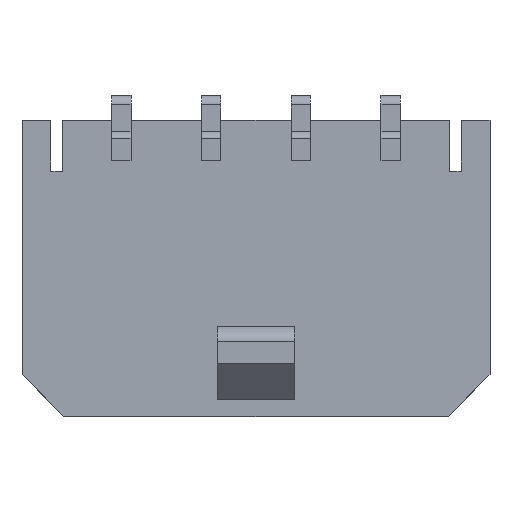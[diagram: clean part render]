
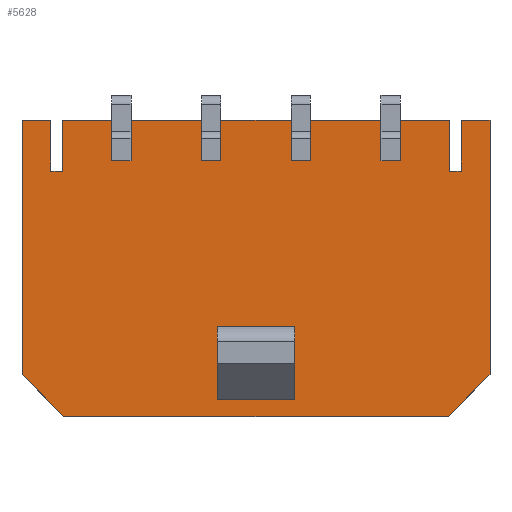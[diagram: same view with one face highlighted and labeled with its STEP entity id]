
A CAD part, top view. The second image highlights one B-rep face of the part: STEP entity #5628.
In plain terms, the highlighted planar face has unit normal (0, 0, 1).
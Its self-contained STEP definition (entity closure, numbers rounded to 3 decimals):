
#107=FACE_OUTER_BOUND('',#409,.T.);
#409=EDGE_LOOP('',(#3735,#3736,#3737,#3738,#3739,#3740,#3741,#3742,#3743,
#3744,#3745,#3746,#3747,#3748,#3749,#3750,#3751,#3752,#3753,#3754,#3755,
#3756,#3757,#3758,#3759,#3760,#3761,#3762,#3763,#3764));
#734=LINE('',#7808,#1507);
#775=LINE('',#7898,#1548);
#791=LINE('',#7928,#1564);
#830=LINE('',#8006,#1603);
#831=LINE('',#8010,#1604);
#832=LINE('',#8012,#1605);
#833=LINE('',#8014,#1606);
#834=LINE('',#8016,#1607);
#835=LINE('',#8018,#1608);
#836=LINE('',#8020,#1609);
#837=LINE('',#8022,#1610);
#838=LINE('',#8024,#1611);
#839=LINE('',#8026,#1612);
#840=LINE('',#8028,#1613);
#841=LINE('',#8030,#1614);
#842=LINE('',#8031,#1615);
#843=LINE('',#8033,#1616);
#844=LINE('',#8035,#1617);
#845=LINE('',#8036,#1618);
#846=LINE('',#8038,#1619);
#847=LINE('',#8040,#1620);
#848=LINE('',#8042,#1621);
#849=LINE('',#8044,#1622);
#850=LINE('',#8046,#1623);
#851=LINE('',#8048,#1624);
#852=LINE('',#8050,#1625);
#853=LINE('',#8052,#1626);
#854=LINE('',#8054,#1627);
#855=LINE('',#8056,#1628);
#856=LINE('',#8057,#1629);
#1507=VECTOR('',#6331,1.35);
#1548=VECTOR('',#6392,1.7);
#1564=VECTOR('',#6410,0.4);
#1603=VECTOR('',#6455,1.7);
#1604=VECTOR('',#6458,1.35);
#1605=VECTOR('',#6459,1.645);
#1606=VECTOR('',#6460,1.7);
#1607=VECTOR('',#6461,0.4);
#1608=VECTOR('',#6462,1.7);
#1609=VECTOR('',#6463,0.96);
#1610=VECTOR('',#6464,8.5);
#1611=VECTOR('',#6465,1.98);
#1612=VECTOR('',#6466,12.85);
#1613=VECTOR('',#6467,1.98);
#1614=VECTOR('',#6468,8.5);
#1615=VECTOR('',#6469,0.96);
#1616=VECTOR('',#6470,1.645);
#1617=VECTOR('',#6471,1.35);
#1618=VECTOR('',#6472,0.64);
#1619=VECTOR('',#6473,2.36);
#1620=VECTOR('',#6474,1.35);
#1621=VECTOR('',#6475,0.64);
#1622=VECTOR('',#6476,1.35);
#1623=VECTOR('',#6477,2.36);
#1624=VECTOR('',#6478,1.35);
#1625=VECTOR('',#6479,0.64);
#1626=VECTOR('',#6480,1.35);
#1627=VECTOR('',#6481,2.36);
#1628=VECTOR('',#6482,1.35);
#1629=VECTOR('',#6483,0.64);
#2271=VERTEX_POINT('',#7798);
#2275=VERTEX_POINT('',#7806);
#2312=VERTEX_POINT('',#7894);
#2314=VERTEX_POINT('',#7897);
#2327=VERTEX_POINT('',#7926);
#2363=VERTEX_POINT('',#8004);
#2364=VERTEX_POINT('',#8008);
#2365=VERTEX_POINT('',#8009);
#2366=VERTEX_POINT('',#8011);
#2367=VERTEX_POINT('',#8013);
#2368=VERTEX_POINT('',#8015);
#2369=VERTEX_POINT('',#8017);
#2370=VERTEX_POINT('',#8019);
#2371=VERTEX_POINT('',#8021);
#2372=VERTEX_POINT('',#8023);
#2373=VERTEX_POINT('',#8025);
#2374=VERTEX_POINT('',#8027);
#2375=VERTEX_POINT('',#8029);
#2376=VERTEX_POINT('',#8032);
#2377=VERTEX_POINT('',#8034);
#2378=VERTEX_POINT('',#8037);
#2379=VERTEX_POINT('',#8039);
#2380=VERTEX_POINT('',#8041);
#2381=VERTEX_POINT('',#8043);
#2382=VERTEX_POINT('',#8045);
#2383=VERTEX_POINT('',#8047);
#2384=VERTEX_POINT('',#8049);
#2385=VERTEX_POINT('',#8051);
#2386=VERTEX_POINT('',#8053);
#2387=VERTEX_POINT('',#8055);
#2802=EDGE_CURVE('',#2275,#2271,#734,.T.);
#2844=EDGE_CURVE('',#2314,#2312,#775,.T.);
#2860=EDGE_CURVE('',#2327,#2312,#791,.T.);
#2899=EDGE_CURVE('',#2363,#2327,#830,.T.);
#2900=EDGE_CURVE('',#2364,#2365,#831,.T.);
#2901=EDGE_CURVE('',#2366,#2364,#832,.T.);
#2902=EDGE_CURVE('',#2366,#2367,#833,.T.);
#2903=EDGE_CURVE('',#2368,#2367,#834,.T.);
#2904=EDGE_CURVE('',#2369,#2368,#835,.T.);
#2905=EDGE_CURVE('',#2370,#2369,#836,.T.);
#2906=EDGE_CURVE('',#2370,#2371,#837,.T.);
#2907=EDGE_CURVE('',#2371,#2372,#838,.T.);
#2908=EDGE_CURVE('',#2372,#2373,#839,.T.);
#2909=EDGE_CURVE('',#2373,#2374,#840,.T.);
#2910=EDGE_CURVE('',#2375,#2374,#841,.T.);
#2911=EDGE_CURVE('',#2314,#2375,#842,.T.);
#2912=EDGE_CURVE('',#2376,#2363,#843,.T.);
#2913=EDGE_CURVE('',#2376,#2377,#844,.T.);
#2914=EDGE_CURVE('',#2271,#2377,#845,.T.);
#2915=EDGE_CURVE('',#2378,#2275,#846,.T.);
#2916=EDGE_CURVE('',#2378,#2379,#847,.T.);
#2917=EDGE_CURVE('',#2380,#2379,#848,.T.);
#2918=EDGE_CURVE('',#2381,#2380,#849,.T.);
#2919=EDGE_CURVE('',#2382,#2381,#850,.T.);
#2920=EDGE_CURVE('',#2382,#2383,#851,.T.);
#2921=EDGE_CURVE('',#2384,#2383,#852,.T.);
#2922=EDGE_CURVE('',#2385,#2384,#853,.T.);
#2923=EDGE_CURVE('',#2386,#2385,#854,.T.);
#2924=EDGE_CURVE('',#2386,#2387,#855,.T.);
#2925=EDGE_CURVE('',#2365,#2387,#856,.T.);
#3735=ORIENTED_EDGE('',*,*,#2900,.F.);
#3736=ORIENTED_EDGE('',*,*,#2901,.F.);
#3737=ORIENTED_EDGE('',*,*,#2902,.T.);
#3738=ORIENTED_EDGE('',*,*,#2903,.F.);
#3739=ORIENTED_EDGE('',*,*,#2904,.F.);
#3740=ORIENTED_EDGE('',*,*,#2905,.F.);
#3741=ORIENTED_EDGE('',*,*,#2906,.T.);
#3742=ORIENTED_EDGE('',*,*,#2907,.T.);
#3743=ORIENTED_EDGE('',*,*,#2908,.T.);
#3744=ORIENTED_EDGE('',*,*,#2909,.T.);
#3745=ORIENTED_EDGE('',*,*,#2910,.F.);
#3746=ORIENTED_EDGE('',*,*,#2911,.F.);
#3747=ORIENTED_EDGE('',*,*,#2844,.T.);
#3748=ORIENTED_EDGE('',*,*,#2860,.F.);
#3749=ORIENTED_EDGE('',*,*,#2899,.F.);
#3750=ORIENTED_EDGE('',*,*,#2912,.F.);
#3751=ORIENTED_EDGE('',*,*,#2913,.T.);
#3752=ORIENTED_EDGE('',*,*,#2914,.F.);
#3753=ORIENTED_EDGE('',*,*,#2802,.F.);
#3754=ORIENTED_EDGE('',*,*,#2915,.F.);
#3755=ORIENTED_EDGE('',*,*,#2916,.T.);
#3756=ORIENTED_EDGE('',*,*,#2917,.F.);
#3757=ORIENTED_EDGE('',*,*,#2918,.F.);
#3758=ORIENTED_EDGE('',*,*,#2919,.F.);
#3759=ORIENTED_EDGE('',*,*,#2920,.T.);
#3760=ORIENTED_EDGE('',*,*,#2921,.F.);
#3761=ORIENTED_EDGE('',*,*,#2922,.F.);
#3762=ORIENTED_EDGE('',*,*,#2923,.F.);
#3763=ORIENTED_EDGE('',*,*,#2924,.T.);
#3764=ORIENTED_EDGE('',*,*,#2925,.F.);
#5225=PLANE('',#5946);
#5628=ADVANCED_FACE('',(#107),#5225,.T.);
#5946=AXIS2_PLACEMENT_3D('',#8007,#6456,#6457);
#6331=DIRECTION('',(0.,-1.,0.));
#6392=DIRECTION('',(0.,-1.,0.));
#6410=DIRECTION('',(1.,0.,0.));
#6455=DIRECTION('',(0.,-1.,0.));
#6456=DIRECTION('center_axis',(0.,0.,1.));
#6457=DIRECTION('ref_axis',(0.,-1.,0.));
#6458=DIRECTION('',(0.,-1.,0.));
#6459=DIRECTION('',(1.,0.,0.));
#6460=DIRECTION('',(0.,-1.,0.));
#6461=DIRECTION('',(1.,0.,0.));
#6462=DIRECTION('',(0.,-1.,0.));
#6463=DIRECTION('',(1.,0.,0.));
#6464=DIRECTION('',(0.,-1.,0.));
#6465=DIRECTION('',(0.707,-0.707,0.));
#6466=DIRECTION('',(1.,0.,0.));
#6467=DIRECTION('',(0.707,0.707,0.));
#6468=DIRECTION('',(0.,-1.,0.));
#6469=DIRECTION('',(1.,0.,0.));
#6470=DIRECTION('',(1.,0.,0.));
#6471=DIRECTION('',(0.,-1.,0.));
#6472=DIRECTION('',(1.,0.,0.));
#6473=DIRECTION('',(1.,0.,0.));
#6474=DIRECTION('',(0.,-1.,0.));
#6475=DIRECTION('',(1.,0.,0.));
#6476=DIRECTION('',(0.,-1.,0.));
#6477=DIRECTION('',(1.,0.,0.));
#6478=DIRECTION('',(0.,-1.,0.));
#6479=DIRECTION('',(1.,0.,0.));
#6480=DIRECTION('',(0.,-1.,0.));
#6481=DIRECTION('',(1.,0.,0.));
#6482=DIRECTION('',(0.,-1.,0.));
#6483=DIRECTION('',(1.,0.,0.));
#7798=CARTESIAN_POINT('',(4.18,3.95,4.36));
#7806=CARTESIAN_POINT('',(4.18,5.3,4.36));
#7808=CARTESIAN_POINT('',(4.18,5.3,4.36));
#7894=CARTESIAN_POINT('',(6.865,3.6,4.36));
#7897=CARTESIAN_POINT('',(6.865,5.3,4.36));
#7898=CARTESIAN_POINT('',(6.865,5.3,4.36));
#7926=CARTESIAN_POINT('',(6.465,3.6,4.36));
#7928=CARTESIAN_POINT('',(6.465,3.6,4.36));
#8004=CARTESIAN_POINT('',(6.465,5.3,4.36));
#8006=CARTESIAN_POINT('',(6.465,5.3,4.36));
#8007=CARTESIAN_POINT('Origin',(-7.825,5.3,4.36));
#8008=CARTESIAN_POINT('',(-4.82,5.3,4.36));
#8009=CARTESIAN_POINT('',(-4.82,3.95,4.36));
#8010=CARTESIAN_POINT('',(-4.82,5.3,4.36));
#8011=CARTESIAN_POINT('',(-6.465,5.3,4.36));
#8012=CARTESIAN_POINT('',(-6.465,5.3,4.36));
#8013=CARTESIAN_POINT('',(-6.465,3.6,4.36));
#8014=CARTESIAN_POINT('',(-6.465,5.3,4.36));
#8015=CARTESIAN_POINT('',(-6.865,3.6,4.36));
#8016=CARTESIAN_POINT('',(-6.865,3.6,4.36));
#8017=CARTESIAN_POINT('',(-6.865,5.3,4.36));
#8018=CARTESIAN_POINT('',(-6.865,5.3,4.36));
#8019=CARTESIAN_POINT('',(-7.825,5.3,4.36));
#8020=CARTESIAN_POINT('',(-7.825,5.3,4.36));
#8021=CARTESIAN_POINT('',(-7.825,-3.2,4.36));
#8022=CARTESIAN_POINT('',(-7.825,5.3,4.36));
#8023=CARTESIAN_POINT('',(-6.425,-4.6,4.36));
#8024=CARTESIAN_POINT('',(-7.825,-3.2,4.36));
#8025=CARTESIAN_POINT('',(6.425,-4.6,4.36));
#8026=CARTESIAN_POINT('',(-6.425,-4.6,4.36));
#8027=CARTESIAN_POINT('',(7.825,-3.2,4.36));
#8028=CARTESIAN_POINT('',(6.425,-4.6,4.36));
#8029=CARTESIAN_POINT('',(7.825,5.3,4.36));
#8030=CARTESIAN_POINT('',(7.825,5.3,4.36));
#8031=CARTESIAN_POINT('',(6.865,5.3,4.36));
#8032=CARTESIAN_POINT('',(4.82,5.3,4.36));
#8033=CARTESIAN_POINT('',(4.82,5.3,4.36));
#8034=CARTESIAN_POINT('',(4.82,3.95,4.36));
#8035=CARTESIAN_POINT('',(4.82,5.3,4.36));
#8036=CARTESIAN_POINT('',(4.18,3.95,4.36));
#8037=CARTESIAN_POINT('',(1.82,5.3,4.36));
#8038=CARTESIAN_POINT('',(1.82,5.3,4.36));
#8039=CARTESIAN_POINT('',(1.82,3.95,4.36));
#8040=CARTESIAN_POINT('',(1.82,5.3,4.36));
#8041=CARTESIAN_POINT('',(1.18,3.95,4.36));
#8042=CARTESIAN_POINT('',(1.18,3.95,4.36));
#8043=CARTESIAN_POINT('',(1.18,5.3,4.36));
#8044=CARTESIAN_POINT('',(1.18,5.3,4.36));
#8045=CARTESIAN_POINT('',(-1.18,5.3,4.36));
#8046=CARTESIAN_POINT('',(-1.18,5.3,4.36));
#8047=CARTESIAN_POINT('',(-1.18,3.95,4.36));
#8048=CARTESIAN_POINT('',(-1.18,5.3,4.36));
#8049=CARTESIAN_POINT('',(-1.82,3.95,4.36));
#8050=CARTESIAN_POINT('',(-1.82,3.95,4.36));
#8051=CARTESIAN_POINT('',(-1.82,5.3,4.36));
#8052=CARTESIAN_POINT('',(-1.82,5.3,4.36));
#8053=CARTESIAN_POINT('',(-4.18,5.3,4.36));
#8054=CARTESIAN_POINT('',(-4.18,5.3,4.36));
#8055=CARTESIAN_POINT('',(-4.18,3.95,4.36));
#8056=CARTESIAN_POINT('',(-4.18,5.3,4.36));
#8057=CARTESIAN_POINT('',(-4.82,3.95,4.36));
